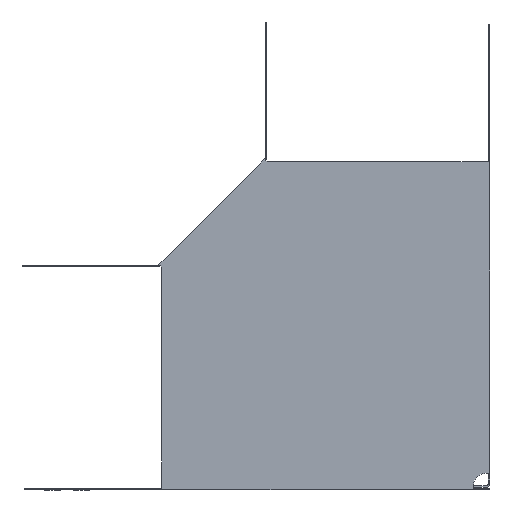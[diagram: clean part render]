
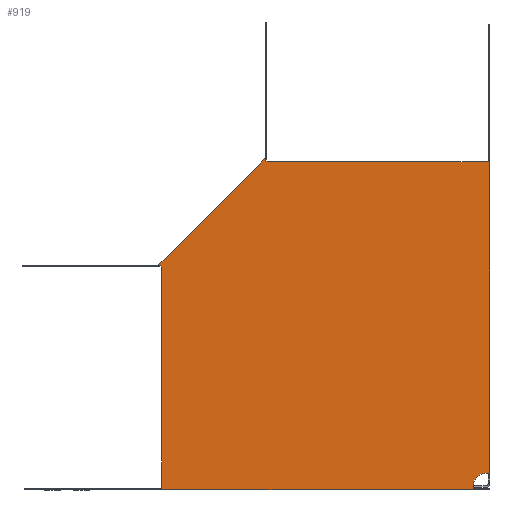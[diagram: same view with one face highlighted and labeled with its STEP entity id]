
A CAD part, front view. The second image highlights one B-rep face of the part: STEP entity #919.
In plain terms, the highlighted planar face has unit normal (0, -1, 0).
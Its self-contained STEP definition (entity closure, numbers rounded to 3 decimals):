
#85 = LINE ( 'NONE', #3127, #6293 ) ;
#316 = VERTEX_POINT ( 'NONE', #414 ) ;
#371 = VERTEX_POINT ( 'NONE', #5720 ) ;
#414 = CARTESIAN_POINT ( 'NONE',  ( 70.671, 0., 70.671 ) ) ;
#567 = DIRECTION ( 'NONE',  ( 0., 0., -1. ) ) ;
#585 = EDGE_CURVE ( 'NONE', #371, #5748, #3286, .T. ) ;
#664 = CARTESIAN_POINT ( 'NONE',  ( -22.981, 0., -22.981 ) ) ;
#754 = VECTOR ( 'NONE', #1260, 1000. ) ;
#851 = VERTEX_POINT ( 'NONE', #5901 ) ;
#898 = CARTESIAN_POINT ( 'NONE',  ( 0., 0., 70.671 ) ) ;
#919 = ADVANCED_FACE ( 'NONE', ( #2647 ), #1413, .T. ) ;
#950 = DIRECTION ( 'NONE',  ( 0., 0., -1. ) ) ;
#1040 = VERTEX_POINT ( 'NONE', #3437 ) ;
#1066 = CARTESIAN_POINT ( 'NONE',  ( 65.171, 0., -70.671 ) ) ;
#1079 = CARTESIAN_POINT ( 'NONE',  ( -24.709, 0., 70.671 ) ) ;
#1176 = DIRECTION ( 'NONE',  ( 0., 0., -1. ) ) ;
#1190 = CARTESIAN_POINT ( 'NONE',  ( 70.671, 0., -65.171 ) ) ;
#1193 = CARTESIAN_POINT ( 'NONE',  ( 70.171, 0., -65.171 ) ) ;
#1254 = CARTESIAN_POINT ( 'NONE',  ( 65.171, 0., -70.671 ) ) ;
#1260 = DIRECTION ( 'NONE',  ( 1., 0., 0. ) ) ;
#1266 = EDGE_CURVE ( 'NONE', #4304, #5400, #1610, .T. ) ;
#1311 = AXIS2_PLACEMENT_3D ( 'NONE', #2843, #2795, #2738 ) ;
#1393 = ORIENTED_EDGE ( 'NONE', *, *, #3883, .T. ) ;
#1413 = PLANE ( 'NONE',  #5849 ) ;
#1438 = CARTESIAN_POINT ( 'NONE',  ( -70.671, 0., -70.671 ) ) ;
#1483 = DIRECTION ( 'NONE',  ( 0., -1., 0. ) ) ;
#1504 = DIRECTION ( 'NONE',  ( -0.707, 0., 0.707 ) ) ;
#1544 = DIRECTION ( 'NONE',  ( 0., 0., -1. ) ) ;
#1559 = CARTESIAN_POINT ( 'NONE',  ( -70.671, 0., 24.709 ) ) ;
#1610 = LINE ( 'NONE', #664, #1676 ) ;
#1676 = VECTOR ( 'NONE', #1504, 1000. ) ;
#1768 = DIRECTION ( 'NONE',  ( -1., 0., 0. ) ) ;
#1819 = ORIENTED_EDGE ( 'NONE', *, *, #4138, .F. ) ;
#1844 = CARTESIAN_POINT ( 'NONE',  ( -70.671, 0., -70.671 ) ) ;
#1878 = CARTESIAN_POINT ( 'NONE',  ( -71.873, 0., 25.911 ) ) ;
#1926 = ORIENTED_EDGE ( 'NONE', *, *, #4326, .F. ) ;
#2041 = ORIENTED_EDGE ( 'NONE', *, *, #2943, .F. ) ;
#2174 = DIRECTION ( 'NONE',  ( 0., 0., -1. ) ) ;
#2306 = EDGE_CURVE ( 'NONE', #3949, #5744, #85, .T. ) ;
#2339 = VERTEX_POINT ( 'NONE', #3701 ) ;
#2448 = ORIENTED_EDGE ( 'NONE', *, *, #2306, .F. ) ;
#2518 = VERTEX_POINT ( 'NONE', #1844 ) ;
#2647 = FACE_OUTER_BOUND ( 'NONE', #3339, .T. ) ;
#2659 = ORIENTED_EDGE ( 'NONE', *, *, #1266, .F. ) ;
#2671 = CARTESIAN_POINT ( 'NONE',  ( 0., 0., 0. ) ) ;
#2738 = DIRECTION ( 'NONE',  ( 0., 0., 1. ) ) ;
#2795 = DIRECTION ( 'NONE',  ( 0., -1., 0. ) ) ;
#2843 = CARTESIAN_POINT ( 'NONE',  ( 70.171, 0., -70.171 ) ) ;
#2943 = EDGE_CURVE ( 'NONE', #5400, #3714, #4914, .T. ) ;
#3007 = VERTEX_POINT ( 'NONE', #1079 ) ;
#3051 = EDGE_CURVE ( 'NONE', #316, #1040, #5069, .T. ) ;
#3127 = CARTESIAN_POINT ( 'NONE',  ( 70.671, 0., -65.171 ) ) ;
#3220 = VECTOR ( 'NONE', #1176, 1000. ) ;
#3286 = LINE ( 'NONE', #1254, #3220 ) ;
#3327 = CARTESIAN_POINT ( 'NONE',  ( -70.671, 0., -72.371 ) ) ;
#3339 = EDGE_LOOP ( 'NONE', ( #3583, #5193, #2448, #1393, #1819, #5012, #5871, #4891, #2041, #2659, #4760, #3963, #1926, #4547 ) ) ;
#3433 = CARTESIAN_POINT ( 'NONE',  ( 72.371, 0., 0. ) ) ;
#3437 = CARTESIAN_POINT ( 'NONE',  ( 72.371, 0., 70.671 ) ) ;
#3583 = ORIENTED_EDGE ( 'NONE', *, *, #585, .F. ) ;
#3614 = CARTESIAN_POINT ( 'NONE',  ( -48.892, 0., 48.892 ) ) ;
#3701 = CARTESIAN_POINT ( 'NONE',  ( 72.371, 0., -65.171 ) ) ;
#3714 = VERTEX_POINT ( 'NONE', #3775 ) ;
#3775 = CARTESIAN_POINT ( 'NONE',  ( -25.911, 0., 71.873 ) ) ;
#3883 = EDGE_CURVE ( 'NONE', #3949, #2339, #5236, .T. ) ;
#3907 = EDGE_CURVE ( 'NONE', #2518, #4304, #5187, .T. ) ;
#3928 = CARTESIAN_POINT ( 'NONE',  ( 0., 0., -72.371 ) ) ;
#3949 = VERTEX_POINT ( 'NONE', #1190 ) ;
#3963 = ORIENTED_EDGE ( 'NONE', *, *, #4368, .T. ) ;
#3972 = VECTOR ( 'NONE', #4742, 1000. ) ;
#4133 = VECTOR ( 'NONE', #567, 1000. ) ;
#4138 = EDGE_CURVE ( 'NONE', #1040, #2339, #4668, .T. ) ;
#4192 = LINE ( 'NONE', #5597, #3972 ) ;
#4199 = LINE ( 'NONE', #5529, #4227 ) ;
#4206 = LINE ( 'NONE', #6012, #4133 ) ;
#4212 = CIRCLE ( 'NONE', #1311, 5. ) ;
#4227 = VECTOR ( 'NONE', #5587, 1000. ) ;
#4255 = VECTOR ( 'NONE', #2174, 1000. ) ;
#4284 = VECTOR ( 'NONE', #4569, 1000. ) ;
#4292 = LINE ( 'NONE', #1438, #4255 ) ;
#4301 = VECTOR ( 'NONE', #4384, 1000. ) ;
#4304 = VERTEX_POINT ( 'NONE', #1559 ) ;
#4311 = LINE ( 'NONE', #3928, #4301 ) ;
#4326 = EDGE_CURVE ( 'NONE', #851, #4944, #4311, .T. ) ;
#4368 = EDGE_CURVE ( 'NONE', #2518, #4944, #4292, .T. ) ;
#4376 = EDGE_CURVE ( 'NONE', #3007, #3714, #4199, .T. ) ;
#4384 = DIRECTION ( 'NONE',  ( -1., 0., 0. ) ) ;
#4388 = EDGE_CURVE ( 'NONE', #5744, #371, #4212, .T. ) ;
#4404 = EDGE_CURVE ( 'NONE', #5748, #851, #4206, .T. ) ;
#4450 = EDGE_CURVE ( 'NONE', #3007, #316, #4192, .T. ) ;
#4547 = ORIENTED_EDGE ( 'NONE', *, *, #4404, .F. ) ;
#4569 = DIRECTION ( 'NONE',  ( 0.707, 0., 0.707 ) ) ;
#4653 = VECTOR ( 'NONE', #950, 1000. ) ;
#4668 = LINE ( 'NONE', #3433, #4653 ) ;
#4742 = DIRECTION ( 'NONE',  ( 1., 0., 0. ) ) ;
#4760 = ORIENTED_EDGE ( 'NONE', *, *, #3907, .F. ) ;
#4862 = CARTESIAN_POINT ( 'NONE',  ( 70.671, 0., -65.171 ) ) ;
#4891 = ORIENTED_EDGE ( 'NONE', *, *, #4376, .T. ) ;
#4914 = LINE ( 'NONE', #3614, #4284 ) ;
#4915 = DIRECTION ( 'NONE',  ( 1., 0., 0. ) ) ;
#4944 = VERTEX_POINT ( 'NONE', #3327 ) ;
#5012 = ORIENTED_EDGE ( 'NONE', *, *, #3051, .F. ) ;
#5069 = LINE ( 'NONE', #898, #754 ) ;
#5164 = VECTOR ( 'NONE', #4915, 1000. ) ;
#5187 = LINE ( 'NONE', #5732, #5195 ) ;
#5193 = ORIENTED_EDGE ( 'NONE', *, *, #4388, .F. ) ;
#5195 = VECTOR ( 'NONE', #5747, 1000. ) ;
#5236 = LINE ( 'NONE', #4862, #5164 ) ;
#5400 = VERTEX_POINT ( 'NONE', #1878 ) ;
#5529 = CARTESIAN_POINT ( 'NONE',  ( -24.709, 0., 70.671 ) ) ;
#5587 = DIRECTION ( 'NONE',  ( -0.707, 0., 0.707 ) ) ;
#5597 = CARTESIAN_POINT ( 'NONE',  ( -24.709, 0., 70.671 ) ) ;
#5720 = CARTESIAN_POINT ( 'NONE',  ( 65.171, 0., -70.171 ) ) ;
#5732 = CARTESIAN_POINT ( 'NONE',  ( -70.671, 0., -70.671 ) ) ;
#5744 = VERTEX_POINT ( 'NONE', #1193 ) ;
#5747 = DIRECTION ( 'NONE',  ( 0., 0., 1. ) ) ;
#5748 = VERTEX_POINT ( 'NONE', #1066 ) ;
#5849 = AXIS2_PLACEMENT_3D ( 'NONE', #2671, #1483, #1544 ) ;
#5871 = ORIENTED_EDGE ( 'NONE', *, *, #4450, .F. ) ;
#5901 = CARTESIAN_POINT ( 'NONE',  ( 65.171, 0., -72.371 ) ) ;
#6012 = CARTESIAN_POINT ( 'NONE',  ( 65.171, 0., 0. ) ) ;
#6293 = VECTOR ( 'NONE', #1768, 1000. ) ;
